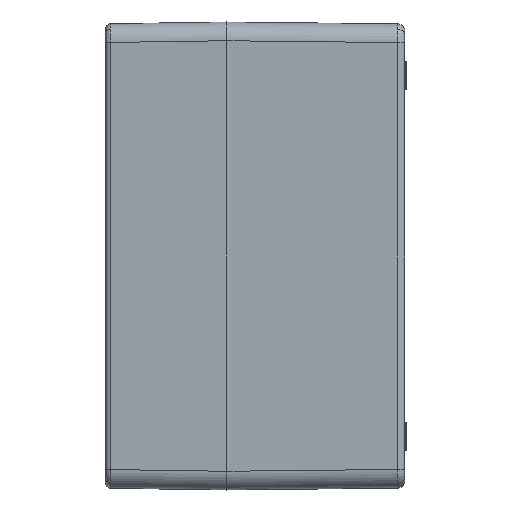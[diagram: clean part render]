
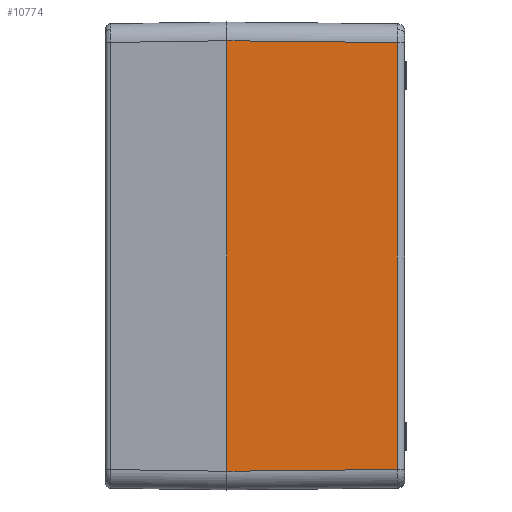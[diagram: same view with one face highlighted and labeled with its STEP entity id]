
A CAD part, left-side view. The second image highlights one B-rep face of the part: STEP entity #10774.
In plain terms, the highlighted planar face has unit normal (-1, -0.011, 0).
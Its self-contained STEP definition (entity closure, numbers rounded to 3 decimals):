
#5460 = CARTESIAN_POINT ( 'NONE',  ( -199.02, -91.542, 114.021 ) ) ;
#9470 = EDGE_CURVE ( 'NONE', #9471, #9473, #16973, .T. ) ;
#9471 = VERTEX_POINT ( 'NONE', #16969 ) ;
#9473 = VERTEX_POINT ( 'NONE', #16968 ) ;
#10774 = ADVANCED_FACE ( 'NONE', ( #22113 ), #22158, .T. ) ;
#10775 = EDGE_LOOP ( 'NONE', ( #10777, #10782, #10787, #10791 ) ) ;
#10777 = ORIENTED_EDGE ( 'NONE', *, *, #10779, .T. ) ;
#10779 = EDGE_CURVE ( 'NONE', #9471, #10780, #22153, .T. ) ;
#10780 = VERTEX_POINT ( 'NONE', #22149 ) ;
#10782 = ORIENTED_EDGE ( 'NONE', *, *, #10784, .T. ) ;
#10784 = EDGE_CURVE ( 'NONE', #10780, #18371, #22147, .T. ) ;
#10787 = ORIENTED_EDGE ( 'NONE', *, *, #10789, .T. ) ;
#10789 = EDGE_CURVE ( 'NONE', #18371, #9473, #22179, .T. ) ;
#10791 = ORIENTED_EDGE ( 'NONE', *, *, #9470, .F. ) ;
#16968 = CARTESIAN_POINT ( 'NONE',  ( -199.974, -0.5, 114.974 ) ) ;
#16969 = CARTESIAN_POINT ( 'NONE',  ( -199.974, -0.5, -114.974 ) ) ;
#16970 = DIRECTION ( 'NONE',  ( 0., 0., 1. ) ) ;
#16971 = VECTOR ( 'NONE', #16970, 1000. ) ;
#16972 = CARTESIAN_POINT ( 'NONE',  ( -199.974, -0.5, -125. ) ) ;
#16973 = LINE ( 'NONE', #16972, #16971 ) ;
#18371 = VERTEX_POINT ( 'NONE', #5460 ) ;
#22113 = FACE_OUTER_BOUND ( 'NONE', #10775, .T. ) ;
#22144 = DIRECTION ( 'NONE',  ( 0., 0., 1. ) ) ;
#22145 = VECTOR ( 'NONE', #22144, 1000. ) ;
#22146 = CARTESIAN_POINT ( 'NONE',  ( -199.02, -91.542, 113.979 ) ) ;
#22147 = LINE ( 'NONE', #22146, #22145 ) ;
#22149 = CARTESIAN_POINT ( 'NONE',  ( -199.02, -91.542, -114.021 ) ) ;
#22150 = DIRECTION ( 'NONE',  ( 0.01, -1., 0.01 ) ) ;
#22151 = VECTOR ( 'NONE', #22150, 1000. ) ;
#22152 = CARTESIAN_POINT ( 'NONE',  ( -200.001, 2.105, -115.002 ) ) ;
#22153 = LINE ( 'NONE', #22152, #22151 ) ;
#22154 = DIRECTION ( 'NONE',  ( 0.01, -1., 0. ) ) ;
#22155 = DIRECTION ( 'NONE',  ( -1., -0.01, 0. ) ) ;
#22156 = CARTESIAN_POINT ( 'NONE',  ( -200., 2., -125. ) ) ;
#22157 = AXIS2_PLACEMENT_3D ( 'NONE', #22156, #22155, #22154 ) ;
#22158 = PLANE ( 'NONE',  #22157 ) ;
#22176 = DIRECTION ( 'NONE',  ( -0.01, 1., 0.01 ) ) ;
#22177 = VECTOR ( 'NONE', #22176, 1000. ) ;
#22178 = CARTESIAN_POINT ( 'NONE',  ( -199.974, -0.513, 114.974 ) ) ;
#22179 = LINE ( 'NONE', #22178, #22177 ) ;
